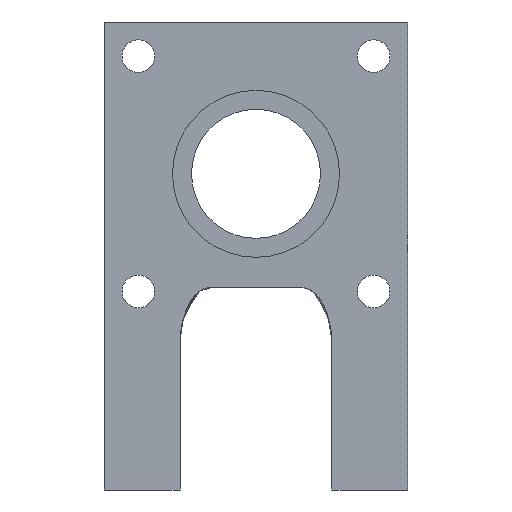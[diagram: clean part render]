
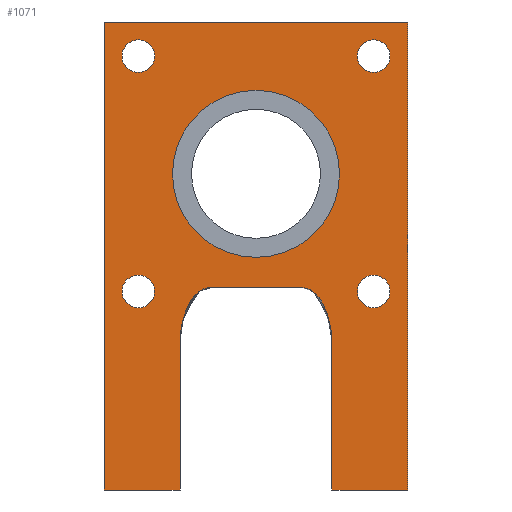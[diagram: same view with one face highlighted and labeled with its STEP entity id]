
A CAD part, left-side view. The second image highlights one B-rep face of the part: STEP entity #1071.
In plain terms, the highlighted planar face has unit normal (-1, 0, 0).
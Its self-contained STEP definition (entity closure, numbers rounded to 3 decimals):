
#907=AXIS2_PLACEMENT_3D('Plane Axis2P3D',#904,#905,#906) ;
#983=AXIS2_PLACEMENT_3D('Circle Axis2P3D',#981,#982,$) ;
#992=AXIS2_PLACEMENT_3D('Circle Axis2P3D',#990,#991,$) ;
#1001=AXIS2_PLACEMENT_3D('Circle Axis2P3D',#999,#1000,$) ;
#1010=AXIS2_PLACEMENT_3D('Circle Axis2P3D',#1008,#1009,$) ;
#1019=AXIS2_PLACEMENT_3D('Circle Axis2P3D',#1017,#1018,$) ;
#1028=AXIS2_PLACEMENT_3D('Circle Axis2P3D',#1026,#1027,$) ;
#1037=AXIS2_PLACEMENT_3D('Circle Axis2P3D',#1035,#1036,$) ;
#1046=AXIS2_PLACEMENT_3D('Circle Axis2P3D',#1044,#1045,$) ;
#1055=AXIS2_PLACEMENT_3D('Circle Axis2P3D',#1053,#1054,$) ;
#1064=AXIS2_PLACEMENT_3D('Circle Axis2P3D',#1062,#1063,$) ;
#252=CARTESIAN_POINT('Control Point',(32.,6.,-55.35)) ;
#253=CARTESIAN_POINT('Control Point',(32.,6.591,-55.35)) ;
#254=CARTESIAN_POINT('Control Point',(32.,7.155,-55.504)) ;
#255=CARTESIAN_POINT('Control Point',(32.,7.649,-55.846)) ;
#256=CARTESIAN_POINT('Control Point',(32.,8.683,-56.942)) ;
#257=CARTESIAN_POINT('Control Point',(32.,9.33,-58.448)) ;
#258=CARTESIAN_POINT('Control Point',(32.,9.619,-59.38)) ;
#259=CARTESIAN_POINT('Control Point',(32.,9.877,-60.557)) ;
#260=CARTESIAN_POINT('Control Point',(32.,9.979,-61.693)) ;
#261=CARTESIAN_POINT('Control Point',(32.,9.993,-61.915)) ;
#262=CARTESIAN_POINT('Control Point',(32.,10.,-62.134)) ;
#263=CARTESIAN_POINT('Control Point',(32.,10.,-62.35)) ;
#264=CARTESIAN_POINT('Vertex',(32.,6.,-55.35)) ;
#266=CARTESIAN_POINT('Vertex',(32.,10.,-62.35)) ;
#353=CARTESIAN_POINT('Control Point',(32.,-10.,-62.35)) ;
#354=CARTESIAN_POINT('Control Point',(32.,-10.,-61.919)) ;
#355=CARTESIAN_POINT('Control Point',(32.,-9.972,-61.475)) ;
#356=CARTESIAN_POINT('Control Point',(32.,-9.918,-61.022)) ;
#357=CARTESIAN_POINT('Control Point',(32.,-9.766,-60.109)) ;
#358=CARTESIAN_POINT('Control Point',(32.,-9.526,-59.197)) ;
#359=CARTESIAN_POINT('Control Point',(32.,-9.383,-58.746)) ;
#360=CARTESIAN_POINT('Control Point',(32.,-9.02,-57.777)) ;
#361=CARTESIAN_POINT('Control Point',(32.,-8.528,-56.892)) ;
#362=CARTESIAN_POINT('Control Point',(32.,-8.214,-56.442)) ;
#363=CARTESIAN_POINT('Control Point',(32.,-7.625,-55.834)) ;
#364=CARTESIAN_POINT('Control Point',(32.,-6.903,-55.482)) ;
#365=CARTESIAN_POINT('Control Point',(32.,-6.613,-55.392)) ;
#366=CARTESIAN_POINT('Control Point',(32.,-6.31,-55.35)) ;
#367=CARTESIAN_POINT('Control Point',(32.,-6.,-55.35)) ;
#368=CARTESIAN_POINT('Vertex',(32.,-10.,-62.35)) ;
#370=CARTESIAN_POINT('Vertex',(32.,-6.,-55.35)) ;
#904=CARTESIAN_POINT('Axis2P3D Location',(32.,1.818,-60.669)) ;
#909=CARTESIAN_POINT('Line Origine',(32.,0.,-55.35)) ;
#914=CARTESIAN_POINT('Line Origine',(32.,-10.,-72.175)) ;
#918=CARTESIAN_POINT('Vertex',(32.,-10.,-82.)) ;
#921=CARTESIAN_POINT('Line Origine',(32.,-15.,-82.)) ;
#925=CARTESIAN_POINT('Vertex',(32.,-20.,-82.)) ;
#928=CARTESIAN_POINT('Line Origine',(32.,-20.,-51.175)) ;
#932=CARTESIAN_POINT('Vertex',(32.,-20.,-20.35)) ;
#935=CARTESIAN_POINT('Line Origine',(32.,0.,-20.35)) ;
#939=CARTESIAN_POINT('Vertex',(32.,20.,-20.35)) ;
#942=CARTESIAN_POINT('Line Origine',(32.,20.,-39.35)) ;
#946=CARTESIAN_POINT('Vertex',(32.,20.,-58.35)) ;
#949=CARTESIAN_POINT('Line Origine',(32.,20.,-70.175)) ;
#953=CARTESIAN_POINT('Vertex',(32.,20.,-82.)) ;
#956=CARTESIAN_POINT('Line Origine',(32.,15.,-82.)) ;
#960=CARTESIAN_POINT('Vertex',(32.,10.,-82.)) ;
#963=CARTESIAN_POINT('Line Origine',(32.,10.,-72.175)) ;
#981=CARTESIAN_POINT('Axis2P3D Location',(32.,15.5,-55.85)) ;
#985=CARTESIAN_POINT('Vertex',(32.,13.35,-55.85)) ;
#987=CARTESIAN_POINT('Vertex',(32.,17.65,-55.85)) ;
#990=CARTESIAN_POINT('Axis2P3D Location',(32.,15.5,-55.85)) ;
#999=CARTESIAN_POINT('Axis2P3D Location',(32.,-15.5,-55.85)) ;
#1003=CARTESIAN_POINT('Vertex',(32.,-13.35,-55.85)) ;
#1005=CARTESIAN_POINT('Vertex',(32.,-17.65,-55.85)) ;
#1008=CARTESIAN_POINT('Axis2P3D Location',(32.,-15.5,-55.85)) ;
#1017=CARTESIAN_POINT('Axis2P3D Location',(32.,15.5,-24.85)) ;
#1021=CARTESIAN_POINT('Vertex',(32.,17.65,-24.85)) ;
#1023=CARTESIAN_POINT('Vertex',(32.,13.35,-24.85)) ;
#1026=CARTESIAN_POINT('Axis2P3D Location',(32.,15.5,-24.85)) ;
#1035=CARTESIAN_POINT('Axis2P3D Location',(32.,-15.5,-24.85)) ;
#1039=CARTESIAN_POINT('Vertex',(32.,-17.65,-24.85)) ;
#1041=CARTESIAN_POINT('Vertex',(32.,-13.35,-24.85)) ;
#1044=CARTESIAN_POINT('Axis2P3D Location',(32.,-15.5,-24.85)) ;
#1053=CARTESIAN_POINT('Axis2P3D Location',(32.,0.,-40.35)) ;
#1057=CARTESIAN_POINT('Vertex',(32.,11.,-40.35)) ;
#1059=CARTESIAN_POINT('Vertex',(32.,-11.,-40.35)) ;
#1062=CARTESIAN_POINT('Axis2P3D Location',(32.,0.,-40.35)) ;
#905=DIRECTION('Axis2P3D Direction',(1.,0.,-0.)) ;
#906=DIRECTION('Axis2P3D XDirection',(0.,0.025,1.)) ;
#910=DIRECTION('Vector Direction',(0.,1.,0.)) ;
#915=DIRECTION('Vector Direction',(0.,0.,-1.)) ;
#922=DIRECTION('Vector Direction',(0.,1.,0.)) ;
#929=DIRECTION('Vector Direction',(0.,0.,1.)) ;
#936=DIRECTION('Vector Direction',(0.,-1.,0.)) ;
#943=DIRECTION('Vector Direction',(0.,0.,-1.)) ;
#950=DIRECTION('Vector Direction',(0.,0.,-1.)) ;
#957=DIRECTION('Vector Direction',(0.,1.,0.)) ;
#964=DIRECTION('Vector Direction',(0.,0.,1.)) ;
#982=DIRECTION('Axis2P3D Direction',(1.,0.,-0.)) ;
#991=DIRECTION('Axis2P3D Direction',(1.,0.,-0.)) ;
#1000=DIRECTION('Axis2P3D Direction',(1.,0.,-0.)) ;
#1009=DIRECTION('Axis2P3D Direction',(1.,0.,-0.)) ;
#1018=DIRECTION('Axis2P3D Direction',(1.,0.,-0.)) ;
#1027=DIRECTION('Axis2P3D Direction',(1.,0.,-0.)) ;
#1036=DIRECTION('Axis2P3D Direction',(1.,0.,-0.)) ;
#1045=DIRECTION('Axis2P3D Direction',(1.,0.,-0.)) ;
#1054=DIRECTION('Axis2P3D Direction',(1.,0.,-0.)) ;
#1063=DIRECTION('Axis2P3D Direction',(1.,0.,-0.)) ;
#911=VECTOR('Line Direction',#910,1.) ;
#916=VECTOR('Line Direction',#915,1.) ;
#923=VECTOR('Line Direction',#922,1.) ;
#930=VECTOR('Line Direction',#929,1.) ;
#937=VECTOR('Line Direction',#936,1.) ;
#944=VECTOR('Line Direction',#943,1.) ;
#951=VECTOR('Line Direction',#950,1.) ;
#958=VECTOR('Line Direction',#957,1.) ;
#965=VECTOR('Line Direction',#964,1.) ;
#969=ORIENTED_EDGE('',*,*,#268,.F.) ;
#970=ORIENTED_EDGE('',*,*,#913,.F.) ;
#971=ORIENTED_EDGE('',*,*,#372,.F.) ;
#972=ORIENTED_EDGE('',*,*,#920,.T.) ;
#973=ORIENTED_EDGE('',*,*,#927,.F.) ;
#974=ORIENTED_EDGE('',*,*,#934,.T.) ;
#975=ORIENTED_EDGE('',*,*,#941,.F.) ;
#976=ORIENTED_EDGE('',*,*,#948,.T.) ;
#977=ORIENTED_EDGE('',*,*,#955,.T.) ;
#978=ORIENTED_EDGE('',*,*,#962,.F.) ;
#979=ORIENTED_EDGE('',*,*,#967,.T.) ;
#996=ORIENTED_EDGE('',*,*,#989,.T.) ;
#997=ORIENTED_EDGE('',*,*,#994,.T.) ;
#1014=ORIENTED_EDGE('',*,*,#1007,.T.) ;
#1015=ORIENTED_EDGE('',*,*,#1012,.T.) ;
#1032=ORIENTED_EDGE('',*,*,#1025,.T.) ;
#1033=ORIENTED_EDGE('',*,*,#1030,.T.) ;
#1050=ORIENTED_EDGE('',*,*,#1043,.T.) ;
#1051=ORIENTED_EDGE('',*,*,#1048,.T.) ;
#1068=ORIENTED_EDGE('',*,*,#1061,.T.) ;
#1069=ORIENTED_EDGE('',*,*,#1066,.T.) ;
#998=FACE_BOUND('',#995,.T.) ;
#1016=FACE_BOUND('',#1013,.T.) ;
#1034=FACE_BOUND('',#1031,.T.) ;
#1052=FACE_BOUND('',#1049,.T.) ;
#1070=FACE_BOUND('',#1067,.T.) ;
#1071=ADVANCED_FACE('Corps principal',(#980,#998,#1016,#1034,#1052,#1070),#908,.F.) ;
#251=B_SPLINE_CURVE_WITH_KNOTS('',5,(#252,#253,#254,#255,#256,#257,#258,#259,#260,#261,#262,#263),.UNSPECIFIED.,.F.,.U.,(6,3,3,6),(0.,4.18,10.409,11.936),.UNSPECIFIED.) ;
#352=B_SPLINE_CURVE_WITH_KNOTS('',5,(#353,#354,#355,#356,#357,#358,#359,#360,#361,#362,#363,#364,#365,#366,#367),.UNSPECIFIED.,.F.,.U.,(6,3,3,3,6),(0.,3.05,6.101,9.735,11.93),.UNSPECIFIED.) ;
#984=CIRCLE('generated circle',#983,2.15) ;
#993=CIRCLE('generated circle',#992,2.15) ;
#1002=CIRCLE('generated circle',#1001,2.15) ;
#1011=CIRCLE('generated circle',#1010,2.15) ;
#1020=CIRCLE('generated circle',#1019,2.15) ;
#1029=CIRCLE('generated circle',#1028,2.15) ;
#1038=CIRCLE('generated circle',#1037,2.15) ;
#1047=CIRCLE('generated circle',#1046,2.15) ;
#1056=CIRCLE('generated circle',#1055,11.) ;
#1065=CIRCLE('generated circle',#1064,11.) ;
#268=EDGE_CURVE('',#265,#267,#251,.T.) ;
#372=EDGE_CURVE('',#369,#371,#352,.T.) ;
#913=EDGE_CURVE('',#371,#265,#912,.T.) ;
#920=EDGE_CURVE('',#369,#919,#917,.T.) ;
#927=EDGE_CURVE('',#926,#919,#924,.T.) ;
#934=EDGE_CURVE('',#926,#933,#931,.T.) ;
#941=EDGE_CURVE('',#940,#933,#938,.T.) ;
#948=EDGE_CURVE('',#940,#947,#945,.T.) ;
#955=EDGE_CURVE('',#947,#954,#952,.T.) ;
#962=EDGE_CURVE('',#961,#954,#959,.T.) ;
#967=EDGE_CURVE('',#961,#267,#966,.T.) ;
#989=EDGE_CURVE('',#986,#988,#984,.T.) ;
#994=EDGE_CURVE('',#988,#986,#993,.T.) ;
#1007=EDGE_CURVE('',#1004,#1006,#1002,.T.) ;
#1012=EDGE_CURVE('',#1006,#1004,#1011,.T.) ;
#1025=EDGE_CURVE('',#1022,#1024,#1020,.T.) ;
#1030=EDGE_CURVE('',#1024,#1022,#1029,.T.) ;
#1043=EDGE_CURVE('',#1040,#1042,#1038,.T.) ;
#1048=EDGE_CURVE('',#1042,#1040,#1047,.T.) ;
#1061=EDGE_CURVE('',#1058,#1060,#1056,.T.) ;
#1066=EDGE_CURVE('',#1060,#1058,#1065,.T.) ;
#968=EDGE_LOOP('',(#969,#970,#971,#972,#973,#974,#975,#976,#977,#978,#979)) ;
#995=EDGE_LOOP('',(#996,#997)) ;
#1013=EDGE_LOOP('',(#1014,#1015)) ;
#1031=EDGE_LOOP('',(#1032,#1033)) ;
#1049=EDGE_LOOP('',(#1050,#1051)) ;
#1067=EDGE_LOOP('',(#1068,#1069)) ;
#980=FACE_OUTER_BOUND('',#968,.T.) ;
#912=LINE('Line',#909,#911) ;
#917=LINE('Line',#914,#916) ;
#924=LINE('Line',#921,#923) ;
#931=LINE('Line',#928,#930) ;
#938=LINE('Line',#935,#937) ;
#945=LINE('Line',#942,#944) ;
#952=LINE('Line',#949,#951) ;
#959=LINE('Line',#956,#958) ;
#966=LINE('Line',#963,#965) ;
#908=PLANE('',#907) ;
#265=VERTEX_POINT('',#264) ;
#267=VERTEX_POINT('',#266) ;
#369=VERTEX_POINT('',#368) ;
#371=VERTEX_POINT('',#370) ;
#919=VERTEX_POINT('',#918) ;
#926=VERTEX_POINT('',#925) ;
#933=VERTEX_POINT('',#932) ;
#940=VERTEX_POINT('',#939) ;
#947=VERTEX_POINT('',#946) ;
#954=VERTEX_POINT('',#953) ;
#961=VERTEX_POINT('',#960) ;
#986=VERTEX_POINT('',#985) ;
#988=VERTEX_POINT('',#987) ;
#1004=VERTEX_POINT('',#1003) ;
#1006=VERTEX_POINT('',#1005) ;
#1022=VERTEX_POINT('',#1021) ;
#1024=VERTEX_POINT('',#1023) ;
#1040=VERTEX_POINT('',#1039) ;
#1042=VERTEX_POINT('',#1041) ;
#1058=VERTEX_POINT('',#1057) ;
#1060=VERTEX_POINT('',#1059) ;
